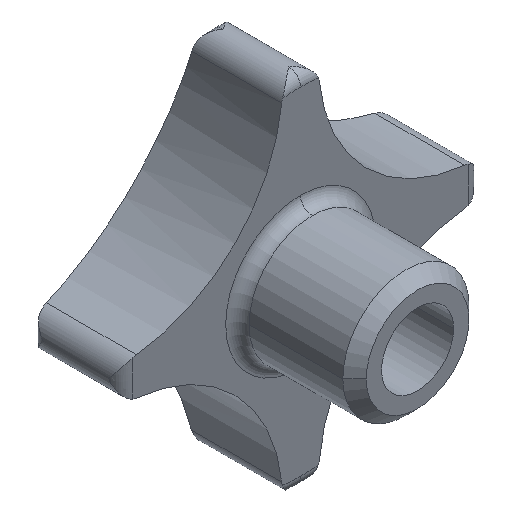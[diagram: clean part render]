
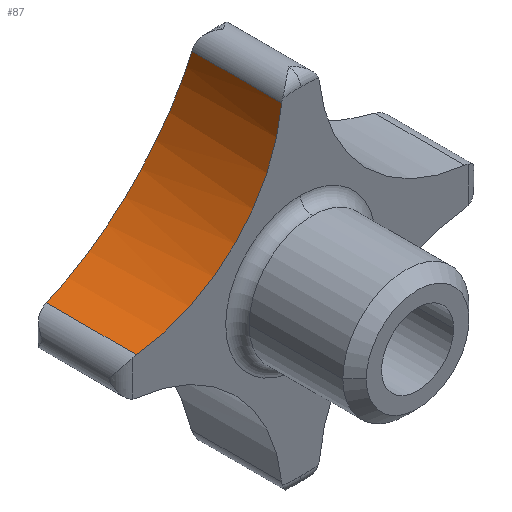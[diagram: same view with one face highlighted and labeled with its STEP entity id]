
A CAD part, isometric view. The second image highlights one B-rep face of the part: STEP entity #87.
In plain terms, the highlighted cylindrical face has radius 18 mm (diameter 36 mm), a partial arc.
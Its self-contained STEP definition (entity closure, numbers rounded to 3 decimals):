
#87 = ADVANCED_FACE( '', ( #131 ), #132, .F. );
#131 = FACE_OUTER_BOUND( '', #196, .T. );
#132 = CYLINDRICAL_SURFACE( '', #197, 18. );
#196 = EDGE_LOOP( '', ( #331, #332, #333, #334 ) );
#197 = AXIS2_PLACEMENT_3D( '', #335, #336, #337 );
#331 = ORIENTED_EDGE( '', *, *, #558, .F. );
#332 = ORIENTED_EDGE( '', *, *, #557, .F. );
#333 = ORIENTED_EDGE( '', *, *, #559, .F. );
#334 = ORIENTED_EDGE( '', *, *, #560, .T. );
#335 = CARTESIAN_POINT( '', ( -20., 0., 20. ) );
#336 = DIRECTION( '', ( 0., -1., 0. ) );
#337 = DIRECTION( '', ( 0.099, 0., -0.995 ) );
#557 = EDGE_CURVE( '', #692, #676, #694, .T. );
#558 = EDGE_CURVE( '', #676, #695, #696, .T. );
#559 = EDGE_CURVE( '', #697, #692, #698, .T. );
#560 = EDGE_CURVE( '', #697, #695, #699, .T. );
#676 = VERTEX_POINT( '', #962 );
#692 = VERTEX_POINT( '', #1035 );
#694 = LINE( '', #1037, #1038 );
#695 = VERTEX_POINT( '', #1039 );
#696 = B_SPLINE_CURVE_WITH_KNOTS( '', 3, ( #1040, #1041, #1042, #1043, #1044, #1045, #1046, #1047, #1048, #1049, #1050, #1051, #1052, #1053, #1054, #1055 ), .UNSPECIFIED., .F., .F., ( 4, 2, 2, 2, 2, 2, 2, 4 ), ( 0., 3.412, 6.823, 10.235, 13.646, 17.099, 20.553, 23.88 ), .UNSPECIFIED. );
#697 = VERTEX_POINT( '', #1056 );
#698 = CIRCLE( '', #1057, 18. );
#699 = LINE( '', #1058, #1059 );
#962 = CARTESIAN_POINT( '', ( -18.215, 22.988, 2.089 ) );
#1035 = CARTESIAN_POINT( '', ( -18.215, 13., 2.089 ) );
#1037 = CARTESIAN_POINT( '', ( -18.215, 0., 2.089 ) );
#1038 = VECTOR( '', #1264, 1. );
#1039 = CARTESIAN_POINT( '', ( -2.089, 22.988, 18.215 ) );
#1040 = CARTESIAN_POINT( '', ( -18.215, 22.988, 2.089 ) );
#1041 = CARTESIAN_POINT( '', ( -17.109, 23.229, 2.199 ) );
#1042 = CARTESIAN_POINT( '', ( -15.97, 23.451, 2.418 ) );
#1043 = CARTESIAN_POINT( '', ( -13.717, 23.831, 3.091 ) );
#1044 = CARTESIAN_POINT( '', ( -12.604, 23.989, 3.546 ) );
#1045 = CARTESIAN_POINT( '', ( -10.488, 24.225, 4.672 ) );
#1046 = CARTESIAN_POINT( '', ( -9.483, 24.305, 5.344 ) );
#1047 = CARTESIAN_POINT( '', ( -7.648, 24.382, 6.853 ) );
#1048 = CARTESIAN_POINT( '', ( -6.818, 24.381, 7.69 ) );
#1049 = CARTESIAN_POINT( '', ( -5.366, 24.306, 9.457 ) );
#1050 = CARTESIAN_POINT( '', ( -4.699, 24.229, 10.444 ) );
#1051 = CARTESIAN_POINT( '', ( -3.568, 23.995, 12.555 ) );
#1052 = CARTESIAN_POINT( '', ( -3.104, 23.837, 13.678 ) );
#1053 = CARTESIAN_POINT( '', ( -2.425, 23.456, 15.943 ) );
#1054 = CARTESIAN_POINT( '', ( -2.201, 23.235, 17.084 ) );
#1055 = CARTESIAN_POINT( '', ( -2.089, 22.988, 18.215 ) );
#1056 = CARTESIAN_POINT( '', ( -2.089, 13., 18.215 ) );
#1057 = AXIS2_PLACEMENT_3D( '', #1265, #1266, #1267 );
#1058 = CARTESIAN_POINT( '', ( -2.089, 0., 18.215 ) );
#1059 = VECTOR( '', #1268, 1. );
#1264 = DIRECTION( '', ( 0., 1., 0. ) );
#1265 = CARTESIAN_POINT( '', ( -20., 13., 20. ) );
#1266 = DIRECTION( '', ( 0., 1., 0. ) );
#1267 = DIRECTION( '', ( 0.099, 0., -0.995 ) );
#1268 = DIRECTION( '', ( 0., 1., 0. ) );
